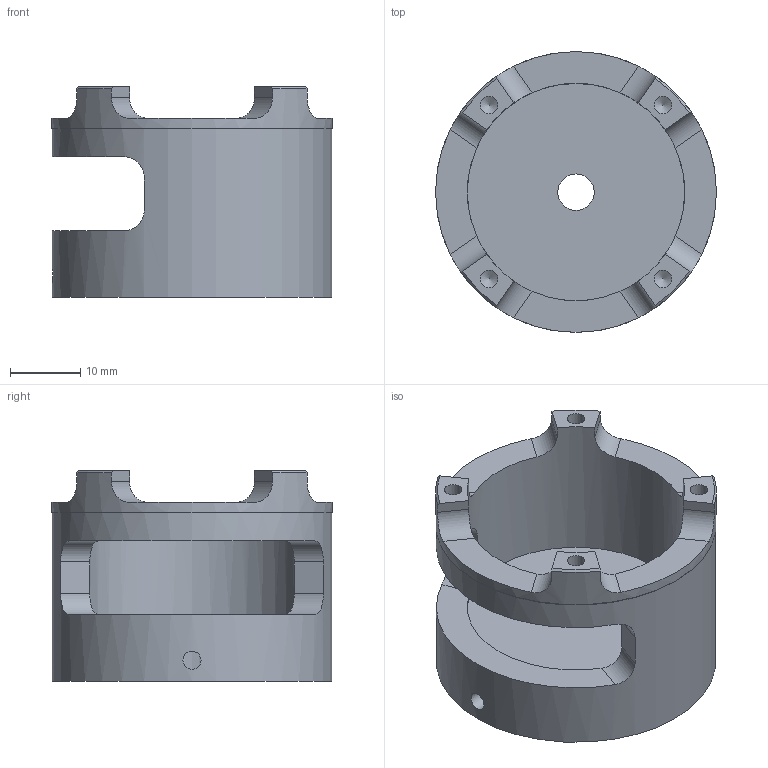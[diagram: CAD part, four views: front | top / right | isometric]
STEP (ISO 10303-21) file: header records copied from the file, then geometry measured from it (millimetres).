
FILE_DESCRIPTION(/* description */ ('STEP AP242','CAx-IF Rec.Pracs.---Representation and Presentation of Product Manufacturing Information (PMI)---4.0---2014-10-13','CAx-IF Rec.Pracs.---3D Tessellated Geometry---0.4---2014-09-14','2;1'),/* implementation_level */ '2;1');
FILE_NAME(/* name */ '66263b115aa91e52dd663678',/* time_stamp */ '2024-04-22T10:25:21Z',/* author */ (''),/* organization */ (''),/* preprocessor_version */ 'ST-DEVELOPER v20',/* originating_system */ ' ',/* authorisation */ ' ');
FILE_SCHEMA (('AP242_MANAGED_MODEL_BASED_3D_ENGINEERING_MIM_LF { 1 0 10303 442 1 1 4 }'));
Length unit declared in the file: metre
Products named in the file (1): Part 1
Bounding box: 40 x 40 x 30 mm (x, y, z)
Volume: 16917.7 mm3; surface area: 7814.8 mm2
Topology: 1 solids, 1 shells, 55 faces, 160 edges, 106 vertices
Faces by surface type: plane 24, cylinder 22, cone 9
Full cylindrical faces by diameter (mm): 2.5 x4, 2.571 x1, 5.2 x1, 12 x1, 31 x1, 39.8 x1, 40 x1
Entity records: 1708 total; most frequent: CARTESIAN_POINT 394, ORIENTED_EDGE 254, DIRECTION 254, EDGE_CURVE 127, AXIS2_PLACEMENT_3D 97, VERTEX_POINT 95, FACE_BOUND 82, EDGE_LOOP 78
